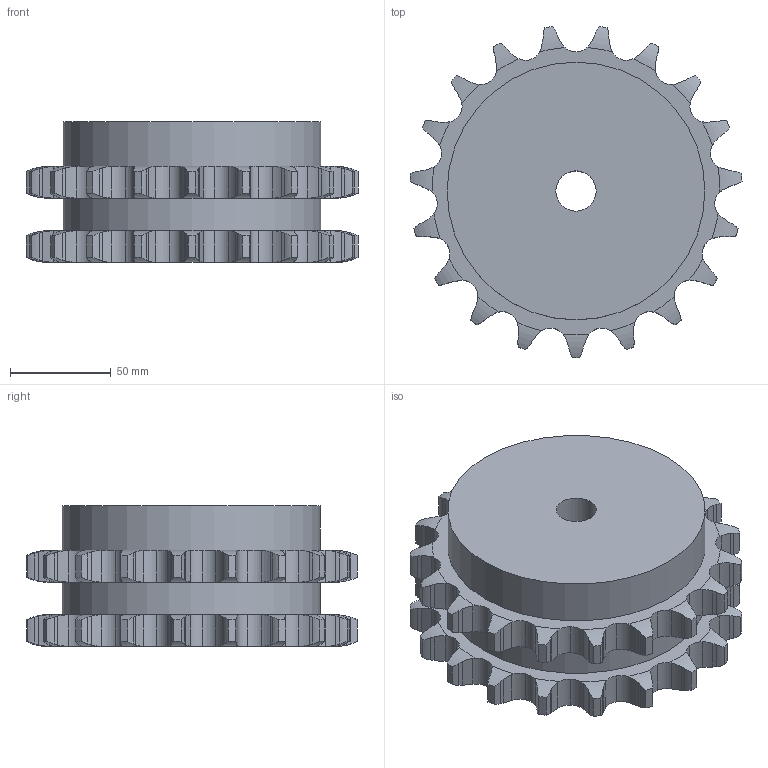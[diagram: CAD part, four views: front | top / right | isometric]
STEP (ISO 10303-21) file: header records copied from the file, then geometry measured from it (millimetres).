
FILE_DESCRIPTION(('FreeCAD Model'),'2;1');
FILE_NAME('Open CASCADE Shape Model','2021-08-15T10:02:44',('FreeCAD'),( 'FreeCAD'),'Open CASCADE STEP processor 7.4','FreeCAD','Unknown');
FILE_SCHEMA(('AUTOMOTIVE_DESIGN { 1 0 10303 214 1 1 1 1 }'));
Length unit declared in the file: millimetre
Products named in the file (1): Open CASCADE STEP translator 7.4 50
Bounding box: 164.91 x 164.36 x 70 mm (x, y, z)
Volume: 1017783.7 mm3; surface area: 85247.3 mm2
Topology: 1 solids, 1 shells, 431 faces, 1276 edges, 851 vertices
Faces by surface type: cylinder 269, plane 82, torus 80
Full cylindrical faces by diameter (mm): 20 x1, 128 x2
Entity records: 38873 total; most frequent: CARTESIAN_POINT 17165, DIRECTION 2999, ORIENTED_EDGE 2552, PCURVE 2552, DEFINITIONAL_REPRESENTATION 2552, B_SPLINE_CURVE_WITH_KNOTS 1836, LINE 1433, VECTOR 1433
